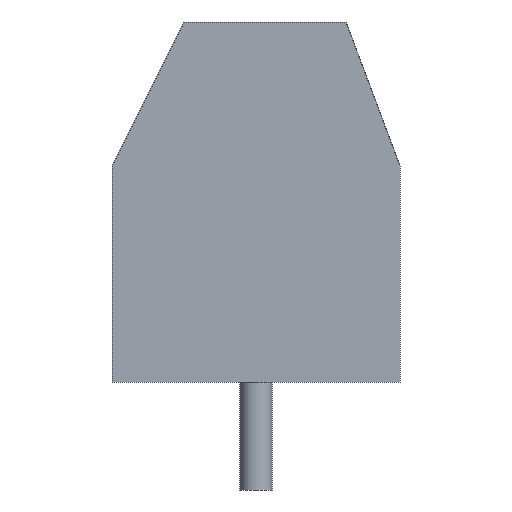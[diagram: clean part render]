
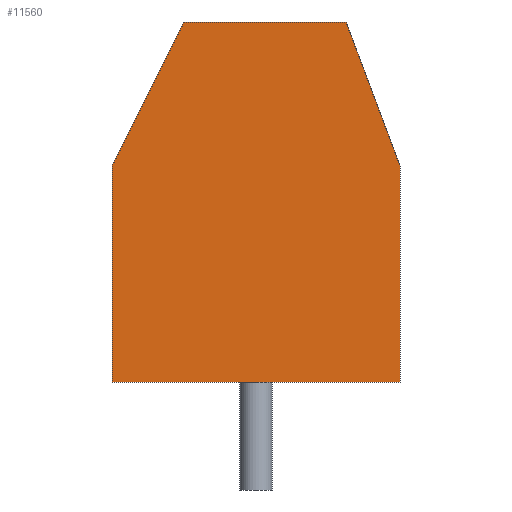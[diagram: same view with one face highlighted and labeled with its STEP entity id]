
A CAD part, front view. The second image highlights one B-rep face of the part: STEP entity #11560.
In plain terms, the highlighted planar face has unit normal (0, -1, 0).
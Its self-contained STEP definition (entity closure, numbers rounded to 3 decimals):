
#5885 = PLANE('',#5886);
#5886 = AXIS2_PLACEMENT_3D('',#5887,#5888,#5889);
#5887 = CARTESIAN_POINT('',(0.,0.,10.));
#5888 = DIRECTION('',(0.,0.,1.));
#5889 = DIRECTION('',(1.,0.,0.));
#9198 = EDGE_CURVE('',#9199,#9201,#9203,.T.);
#9199 = VERTEX_POINT('',#9200);
#9200 = CARTESIAN_POINT('',(2.,0.,10.));
#9201 = VERTEX_POINT('',#9202);
#9202 = CARTESIAN_POINT('',(6.5,0.,10.));
#9203 = SURFACE_CURVE('',#9204,(#9208,#9215),.PCURVE_S1.);
#9204 = LINE('',#9205,#9206);
#9205 = CARTESIAN_POINT('',(0.,0.,10.));
#9206 = VECTOR('',#9207,1.);
#9207 = DIRECTION('',(1.,0.,0.));
#9208 = PCURVE('',#5885,#9209);
#9209 = DEFINITIONAL_REPRESENTATION('',(#9210),#9214);
#9210 = LINE('',#9211,#9212);
#9211 = CARTESIAN_POINT('',(0.,0.));
#9212 = VECTOR('',#9213,1.);
#9213 = DIRECTION('',(1.,0.));
#9214 = ( GEOMETRIC_REPRESENTATION_CONTEXT(2) 
PARAMETRIC_REPRESENTATION_CONTEXT() REPRESENTATION_CONTEXT('2D SPACE',''
  ) );
#9215 = PCURVE('',#9216,#9221);
#9216 = PLANE('',#9217);
#9217 = AXIS2_PLACEMENT_3D('',#9218,#9219,#9220);
#9218 = CARTESIAN_POINT('',(0.,0.,0.));
#9219 = DIRECTION('',(0.,1.,0.));
#9220 = DIRECTION('',(0.,0.,1.));
#9221 = DEFINITIONAL_REPRESENTATION('',(#9222),#9226);
#9222 = LINE('',#9223,#9224);
#9223 = CARTESIAN_POINT('',(10.,0.));
#9224 = VECTOR('',#9225,1.);
#9225 = DIRECTION('',(0.,1.));
#9226 = ( GEOMETRIC_REPRESENTATION_CONTEXT(2) 
PARAMETRIC_REPRESENTATION_CONTEXT() REPRESENTATION_CONTEXT('2D SPACE',''
  ) );
#9244 = PLANE('',#9245);
#9245 = AXIS2_PLACEMENT_3D('',#9246,#9247,#9248);
#9246 = CARTESIAN_POINT('',(7.25,0.,8.));
#9247 = DIRECTION('',(0.936,0.,0.351));
#9248 = DIRECTION('',(0.,-1.,0.));
#9404 = PLANE('',#9405);
#9405 = AXIS2_PLACEMENT_3D('',#9406,#9407,#9408);
#9406 = CARTESIAN_POINT('',(1.,0.,8.));
#9407 = DIRECTION('',(0.894,0.,-0.447));
#9408 = DIRECTION('',(0.,1.,0.));
#11560 = ADVANCED_FACE('',(#11561),#9216,.F.);
#11561 = FACE_BOUND('',#11562,.F.);
#11562 = EDGE_LOOP('',(#11563,#11564,#11587,#11615,#11643,#11671));
#11563 = ORIENTED_EDGE('',*,*,#9198,.T.);
#11564 = ORIENTED_EDGE('',*,*,#11565,.T.);
#11565 = EDGE_CURVE('',#9201,#11566,#11568,.T.);
#11566 = VERTEX_POINT('',#11567);
#11567 = CARTESIAN_POINT('',(8.,0.,6.));
#11568 = SURFACE_CURVE('',#11569,(#11573,#11580),.PCURVE_S1.);
#11569 = LINE('',#11570,#11571);
#11570 = CARTESIAN_POINT('',(8.118,0.,5.685));
#11571 = VECTOR('',#11572,1.);
#11572 = DIRECTION('',(0.351,0.,-0.936));
#11573 = PCURVE('',#9216,#11574);
#11574 = DEFINITIONAL_REPRESENTATION('',(#11575),#11579);
#11575 = LINE('',#11576,#11577);
#11576 = CARTESIAN_POINT('',(5.685,8.118));
#11577 = VECTOR('',#11578,1.);
#11578 = DIRECTION('',(-0.936,0.351));
#11579 = ( GEOMETRIC_REPRESENTATION_CONTEXT(2) 
PARAMETRIC_REPRESENTATION_CONTEXT() REPRESENTATION_CONTEXT('2D SPACE',''
  ) );
#11580 = PCURVE('',#9244,#11581);
#11581 = DEFINITIONAL_REPRESENTATION('',(#11582),#11586);
#11582 = LINE('',#11583,#11584);
#11583 = CARTESIAN_POINT('',(0.,2.472));
#11584 = VECTOR('',#11585,1.);
#11585 = DIRECTION('',(0.,1.));
#11586 = ( GEOMETRIC_REPRESENTATION_CONTEXT(2) 
PARAMETRIC_REPRESENTATION_CONTEXT() REPRESENTATION_CONTEXT('2D SPACE',''
  ) );
#11587 = ORIENTED_EDGE('',*,*,#11588,.F.);
#11588 = EDGE_CURVE('',#11589,#11566,#11591,.T.);
#11589 = VERTEX_POINT('',#11590);
#11590 = CARTESIAN_POINT('',(8.,0.,0.));
#11591 = SURFACE_CURVE('',#11592,(#11596,#11603),.PCURVE_S1.);
#11592 = LINE('',#11593,#11594);
#11593 = CARTESIAN_POINT('',(8.,0.,0.));
#11594 = VECTOR('',#11595,1.);
#11595 = DIRECTION('',(0.,0.,1.));
#11596 = PCURVE('',#9216,#11597);
#11597 = DEFINITIONAL_REPRESENTATION('',(#11598),#11602);
#11598 = LINE('',#11599,#11600);
#11599 = CARTESIAN_POINT('',(0.,8.));
#11600 = VECTOR('',#11601,1.);
#11601 = DIRECTION('',(1.,0.));
#11602 = ( GEOMETRIC_REPRESENTATION_CONTEXT(2) 
PARAMETRIC_REPRESENTATION_CONTEXT() REPRESENTATION_CONTEXT('2D SPACE',''
  ) );
#11603 = PCURVE('',#11604,#11609);
#11604 = PLANE('',#11605);
#11605 = AXIS2_PLACEMENT_3D('',#11606,#11607,#11608);
#11606 = CARTESIAN_POINT('',(8.,0.,0.));
#11607 = DIRECTION('',(1.,0.,0.));
#11608 = DIRECTION('',(0.,0.,1.));
#11609 = DEFINITIONAL_REPRESENTATION('',(#11610),#11614);
#11610 = LINE('',#11611,#11612);
#11611 = CARTESIAN_POINT('',(0.,0.));
#11612 = VECTOR('',#11613,1.);
#11613 = DIRECTION('',(1.,0.));
#11614 = ( GEOMETRIC_REPRESENTATION_CONTEXT(2) 
PARAMETRIC_REPRESENTATION_CONTEXT() REPRESENTATION_CONTEXT('2D SPACE',''
  ) );
#11615 = ORIENTED_EDGE('',*,*,#11616,.F.);
#11616 = EDGE_CURVE('',#11617,#11589,#11619,.T.);
#11617 = VERTEX_POINT('',#11618);
#11618 = CARTESIAN_POINT('',(0.,0.,0.));
#11619 = SURFACE_CURVE('',#11620,(#11624,#11631),.PCURVE_S1.);
#11620 = LINE('',#11621,#11622);
#11621 = CARTESIAN_POINT('',(0.,0.,0.));
#11622 = VECTOR('',#11623,1.);
#11623 = DIRECTION('',(1.,0.,0.));
#11624 = PCURVE('',#9216,#11625);
#11625 = DEFINITIONAL_REPRESENTATION('',(#11626),#11630);
#11626 = LINE('',#11627,#11628);
#11627 = CARTESIAN_POINT('',(0.,0.));
#11628 = VECTOR('',#11629,1.);
#11629 = DIRECTION('',(0.,1.));
#11630 = ( GEOMETRIC_REPRESENTATION_CONTEXT(2) 
PARAMETRIC_REPRESENTATION_CONTEXT() REPRESENTATION_CONTEXT('2D SPACE',''
  ) );
#11631 = PCURVE('',#11632,#11637);
#11632 = PLANE('',#11633);
#11633 = AXIS2_PLACEMENT_3D('',#11634,#11635,#11636);
#11634 = CARTESIAN_POINT('',(0.,0.,0.));
#11635 = DIRECTION('',(0.,0.,1.));
#11636 = DIRECTION('',(1.,0.,0.));
#11637 = DEFINITIONAL_REPRESENTATION('',(#11638),#11642);
#11638 = LINE('',#11639,#11640);
#11639 = CARTESIAN_POINT('',(0.,0.));
#11640 = VECTOR('',#11641,1.);
#11641 = DIRECTION('',(1.,0.));
#11642 = ( GEOMETRIC_REPRESENTATION_CONTEXT(2) 
PARAMETRIC_REPRESENTATION_CONTEXT() REPRESENTATION_CONTEXT('2D SPACE',''
  ) );
#11643 = ORIENTED_EDGE('',*,*,#11644,.T.);
#11644 = EDGE_CURVE('',#11617,#11645,#11647,.T.);
#11645 = VERTEX_POINT('',#11646);
#11646 = CARTESIAN_POINT('',(0.,0.,6.));
#11647 = SURFACE_CURVE('',#11648,(#11652,#11659),.PCURVE_S1.);
#11648 = LINE('',#11649,#11650);
#11649 = CARTESIAN_POINT('',(0.,0.,0.));
#11650 = VECTOR('',#11651,1.);
#11651 = DIRECTION('',(0.,0.,1.));
#11652 = PCURVE('',#9216,#11653);
#11653 = DEFINITIONAL_REPRESENTATION('',(#11654),#11658);
#11654 = LINE('',#11655,#11656);
#11655 = CARTESIAN_POINT('',(0.,0.));
#11656 = VECTOR('',#11657,1.);
#11657 = DIRECTION('',(1.,0.));
#11658 = ( GEOMETRIC_REPRESENTATION_CONTEXT(2) 
PARAMETRIC_REPRESENTATION_CONTEXT() REPRESENTATION_CONTEXT('2D SPACE',''
  ) );
#11659 = PCURVE('',#11660,#11665);
#11660 = PLANE('',#11661);
#11661 = AXIS2_PLACEMENT_3D('',#11662,#11663,#11664);
#11662 = CARTESIAN_POINT('',(0.,0.,0.));
#11663 = DIRECTION('',(1.,0.,0.));
#11664 = DIRECTION('',(0.,0.,1.));
#11665 = DEFINITIONAL_REPRESENTATION('',(#11666),#11670);
#11666 = LINE('',#11667,#11668);
#11667 = CARTESIAN_POINT('',(0.,0.));
#11668 = VECTOR('',#11669,1.);
#11669 = DIRECTION('',(1.,0.));
#11670 = ( GEOMETRIC_REPRESENTATION_CONTEXT(2) 
PARAMETRIC_REPRESENTATION_CONTEXT() REPRESENTATION_CONTEXT('2D SPACE',''
  ) );
#11671 = ORIENTED_EDGE('',*,*,#11672,.T.);
#11672 = EDGE_CURVE('',#11645,#9199,#11673,.T.);
#11673 = SURFACE_CURVE('',#11674,(#11678,#11685),.PCURVE_S1.);
#11674 = LINE('',#11675,#11676);
#11675 = CARTESIAN_POINT('',(-0.7,0.,4.6));
#11676 = VECTOR('',#11677,1.);
#11677 = DIRECTION('',(0.447,0.,0.894));
#11678 = PCURVE('',#9216,#11679);
#11679 = DEFINITIONAL_REPRESENTATION('',(#11680),#11684);
#11680 = LINE('',#11681,#11682);
#11681 = CARTESIAN_POINT('',(4.6,-0.7));
#11682 = VECTOR('',#11683,1.);
#11683 = DIRECTION('',(0.894,0.447));
#11684 = ( GEOMETRIC_REPRESENTATION_CONTEXT(2) 
PARAMETRIC_REPRESENTATION_CONTEXT() REPRESENTATION_CONTEXT('2D SPACE',''
  ) );
#11685 = PCURVE('',#9404,#11686);
#11686 = DEFINITIONAL_REPRESENTATION('',(#11687),#11691);
#11687 = LINE('',#11688,#11689);
#11688 = CARTESIAN_POINT('',(0.,-3.801));
#11689 = VECTOR('',#11690,1.);
#11690 = DIRECTION('',(0.,1.));
#11691 = ( GEOMETRIC_REPRESENTATION_CONTEXT(2) 
PARAMETRIC_REPRESENTATION_CONTEXT() REPRESENTATION_CONTEXT('2D SPACE',''
  ) );
